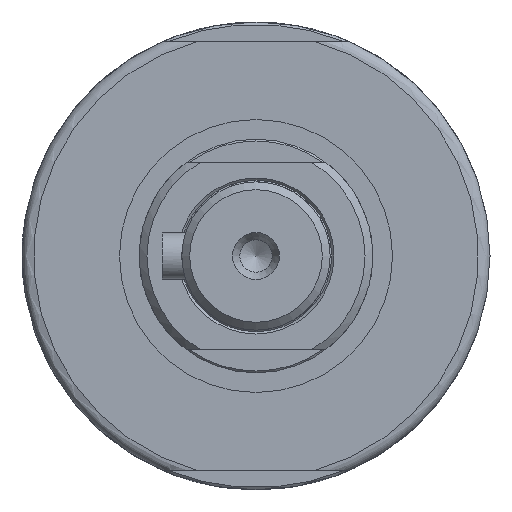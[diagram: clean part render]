
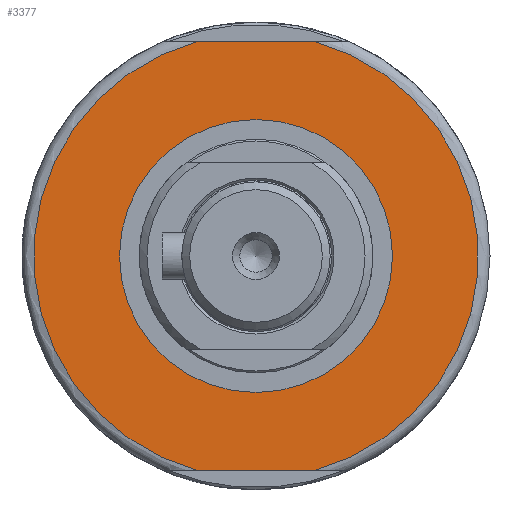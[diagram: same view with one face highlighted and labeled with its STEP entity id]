
A CAD part, left-side view. The second image highlights one B-rep face of the part: STEP entity #3377.
In plain terms, the highlighted planar face has unit normal (-1, 0, 0).
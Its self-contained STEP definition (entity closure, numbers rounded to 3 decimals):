
#127=FACE_BOUND('',#472,.T.);
#157=PLANE('',#3622);
#273=FACE_OUTER_BOUND('',#471,.T.);
#471=EDGE_LOOP('',(#2235,#2236,#2237,#2238));
#472=EDGE_LOOP('',(#2239,#2240));
#665=LINE('',#4973,#928);
#669=LINE('',#5022,#932);
#928=VECTOR('',#3998,10.);
#932=VECTOR('',#4008,10.);
#1215=CIRCLE('',#3623,28.5);
#1216=CIRCLE('',#3624,28.5);
#1217=CIRCLE('',#3625,17.5);
#1218=CIRCLE('',#3626,17.5);
#1375=VERTEX_POINT('',#4957);
#1376=VERTEX_POINT('',#4972);
#1383=VERTEX_POINT('',#5006);
#1384=VERTEX_POINT('',#5021);
#1387=VERTEX_POINT('',#5056);
#1388=VERTEX_POINT('',#5057);
#1701=EDGE_CURVE('',#1376,#1375,#665,.T.);
#1710=EDGE_CURVE('',#1384,#1383,#669,.T.);
#1721=EDGE_CURVE('',#1384,#1375,#1215,.T.);
#1722=EDGE_CURVE('',#1376,#1383,#1216,.T.);
#1723=EDGE_CURVE('',#1387,#1388,#1217,.T.);
#1724=EDGE_CURVE('',#1388,#1387,#1218,.T.);
#2235=ORIENTED_EDGE('',*,*,#1701,.T.);
#2236=ORIENTED_EDGE('',*,*,#1721,.F.);
#2237=ORIENTED_EDGE('',*,*,#1710,.T.);
#2238=ORIENTED_EDGE('',*,*,#1722,.F.);
#2239=ORIENTED_EDGE('',*,*,#1723,.T.);
#2240=ORIENTED_EDGE('',*,*,#1724,.T.);
#3377=ADVANCED_FACE('',(#273,#127),#157,.T.);
#3622=AXIS2_PLACEMENT_3D('',#5053,#4036,#4037);
#3623=AXIS2_PLACEMENT_3D('',#5054,#4038,#4039);
#3624=AXIS2_PLACEMENT_3D('',#5055,#4040,#4041);
#3625=AXIS2_PLACEMENT_3D('',#5058,#4042,#4043);
#3626=AXIS2_PLACEMENT_3D('',#5059,#4044,#4045);
#3998=DIRECTION('',(0.,-1.,0.));
#4008=DIRECTION('',(0.,1.,0.));
#4036=DIRECTION('center_axis',(-1.,0.,0.));
#4037=DIRECTION('ref_axis',(0.,0.,-1.));
#4038=DIRECTION('center_axis',(1.,0.,0.));
#4039=DIRECTION('ref_axis',(0.,-1.,0.));
#4040=DIRECTION('center_axis',(1.,0.,0.));
#4041=DIRECTION('ref_axis',(0.,-1.,0.));
#4042=DIRECTION('center_axis',(1.,0.,0.));
#4043=DIRECTION('ref_axis',(0.,-1.,0.));
#4044=DIRECTION('center_axis',(1.,0.,0.));
#4045=DIRECTION('ref_axis',(0.,-1.,0.));
#4957=CARTESIAN_POINT('',(-168.5,-7.483,-27.5));
#4972=CARTESIAN_POINT('',(-168.5,7.483,-27.5));
#4973=CARTESIAN_POINT('',(-168.5,-24.063,-27.5));
#5006=CARTESIAN_POINT('',(-168.5,7.483,27.5));
#5021=CARTESIAN_POINT('',(-168.5,-7.483,27.5));
#5022=CARTESIAN_POINT('',(-168.5,1.553,27.5));
#5053=CARTESIAN_POINT('Origin',(-168.5,-23.,0.));
#5054=CARTESIAN_POINT('Origin',(-168.5,0.,0.));
#5055=CARTESIAN_POINT('Origin',(-168.5,0.,0.));
#5056=CARTESIAN_POINT('',(-168.5,-17.5,0.));
#5057=CARTESIAN_POINT('',(-168.5,17.5,0.));
#5058=CARTESIAN_POINT('Origin',(-168.5,0.,0.));
#5059=CARTESIAN_POINT('Origin',(-168.5,0.,0.));
